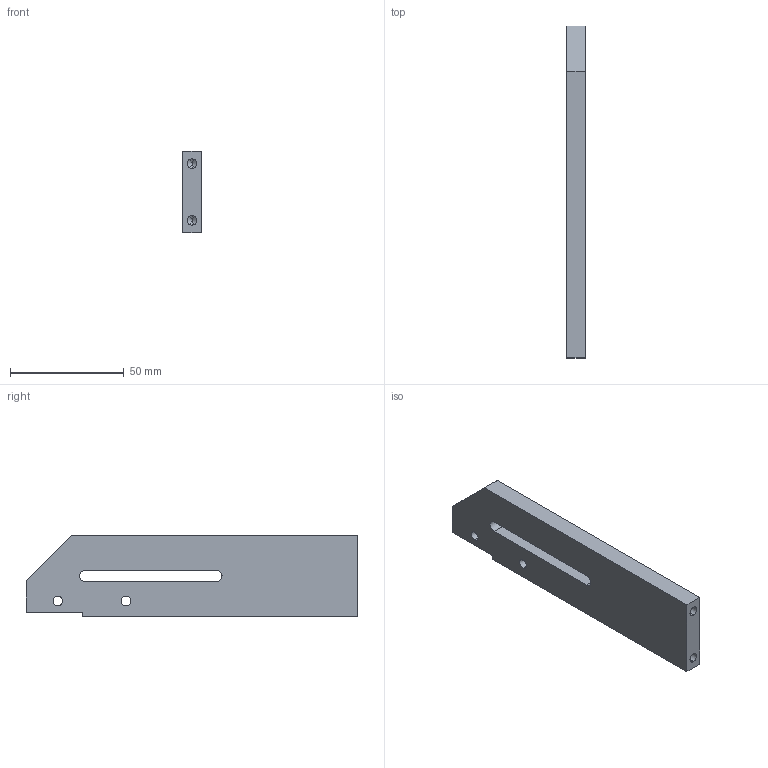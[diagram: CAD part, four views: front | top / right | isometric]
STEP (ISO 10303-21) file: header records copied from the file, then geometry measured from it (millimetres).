
FILE_DESCRIPTION (( 'STEP AP214' ), '1' );
FILE_NAME ('5-PlaqueBase-02.STEP', '2022-08-15T17:40:27', ( '' ), ( '' ), 'SwSTEP 2.0', 'SolidWorks 2019', '' );
FILE_SCHEMA (( 'AUTOMOTIVE_DESIGN' ));
Length unit declared in the file: millimetre
Products named in the file (1): 5-PlaqueBase-02
Bounding box: 8 x 146 x 36 mm (x, y, z)
Volume: 36706.5 mm3; surface area: 14032.4 mm2
Topology: 1 solids, 1 shells, 29 faces, 75 edges, 45 vertices
Faces by surface type: cylinder 12, plane 11, cone 6
Entity records: 999 total; most frequent: DIRECTION 153, CARTESIAN_POINT 144, ORIENTED_EDGE 138, EDGE_CURVE 69, AXIS2_PLACEMENT_3D 54, VERTEX_POINT 45, LINE 45, VECTOR 45
